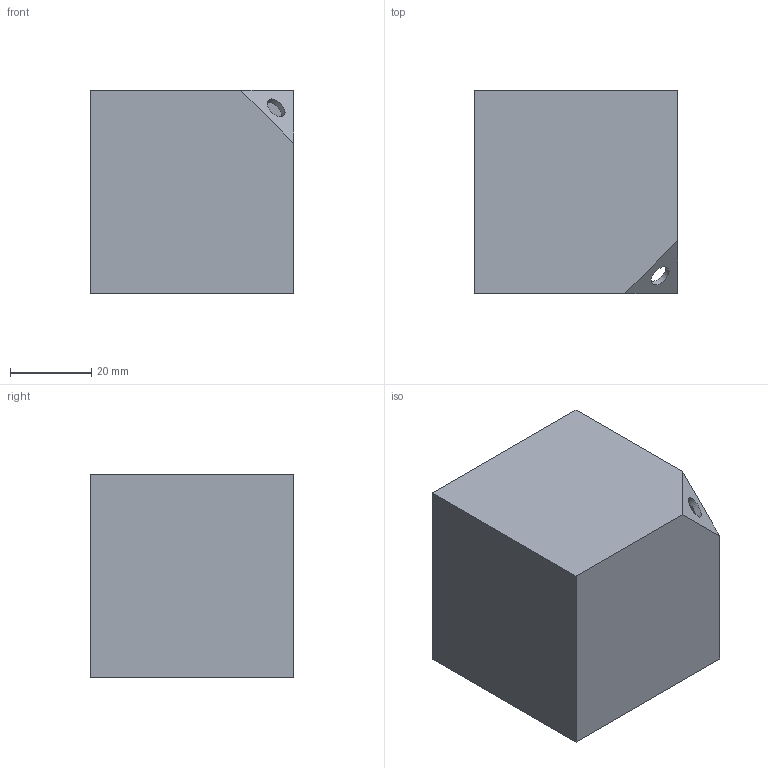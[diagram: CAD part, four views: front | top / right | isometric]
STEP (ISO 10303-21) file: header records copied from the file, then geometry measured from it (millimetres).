
FILE_DESCRIPTION(/* description */ (''),/* implementation_level */ '2;1');
FILE_NAME(/* name */ '166-30-V4A-M8_Cosch_Edelstahltechnik.stp',/* time_stamp */ '2018-11-17T18:03:46+01:00',/* author */ (''),/* organization */ (''),/* preprocessor_version */ 'ST-DEVELOPER v16',/* originating_system */ 'SIEMENS PLM Software NX 11.0',/* authorisation */ '');
FILE_SCHEMA (('AUTOMOTIVE_DESIGN { 1 0 10303 214 3 1 1 1 }'));
Length unit declared in the file: millimetre
Products named in the file (1): Goge239860DCck7t
Bounding box: 50 x 50 x 50 mm (x, y, z)
Volume: 17690.5 mm3; surface area: 23912.2 mm2
Topology: 1 solids, 1 shells, 14 faces, 33 edges, 23 vertices
Faces by surface type: plane 13, cylinder 1
Full cylindrical faces by diameter (mm): 5.44 x1
Entity records: 450 total; most frequent: CARTESIAN_POINT 71, DIRECTION 66, ORIENTED_EDGE 64, EDGE_CURVE 32, LINE 30, VECTOR 30, VERTEX_POINT 22, EDGE_LOOP 18
